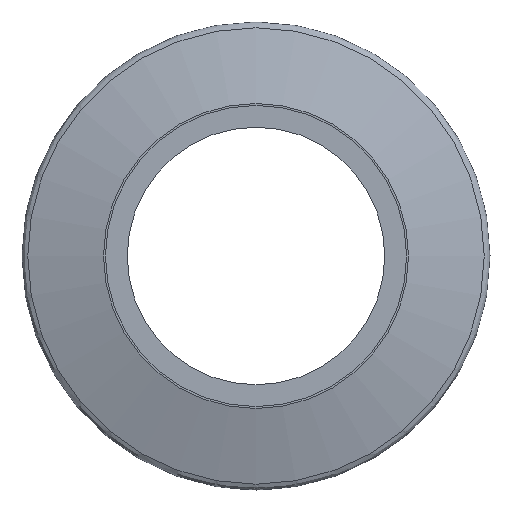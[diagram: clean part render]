
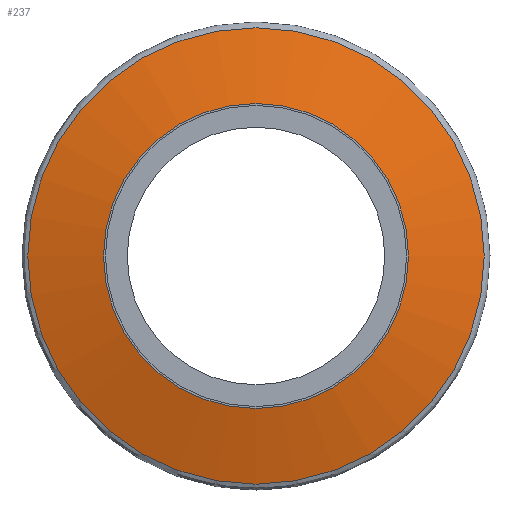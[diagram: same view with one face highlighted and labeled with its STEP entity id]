
A CAD part, front view. The second image highlights one B-rep face of the part: STEP entity #237.
In plain terms, the highlighted conical face has half-angle 75 degrees and reference radius 14.629 mm.
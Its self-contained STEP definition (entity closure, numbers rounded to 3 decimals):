
#15 = CARTESIAN_POINT ( 'NONE',  ( 0., 1.301, 0. ) ) ;
#28 = CARTESIAN_POINT ( 'NONE',  ( 0., 0., 0. ) ) ;
#38 = DIRECTION ( 'NONE',  ( 0., 1., 0. ) ) ;
#44 = CARTESIAN_POINT ( 'NONE',  ( 0., 1.301, -14.629 ) ) ;
#54 = AXIS2_PLACEMENT_3D ( 'NONE', #15, #131, #262 ) ;
#58 = CONICAL_SURFACE ( 'NONE', #312, 14.629, 1.309 ) ;
#74 = DIRECTION ( 'NONE',  ( 0., 1., 0. ) ) ;
#76 = CIRCLE ( 'NONE', #54, 14.629 ) ;
#78 = EDGE_CURVE ( 'NONE', #250, #250, #232, .T. ) ;
#85 = CARTESIAN_POINT ( 'NONE',  ( 0., 1.301, 0. ) ) ;
#112 = DIRECTION ( 'NONE',  ( 0., 0., 1. ) ) ;
#131 = DIRECTION ( 'NONE',  ( 0., 1., 0. ) ) ;
#136 = EDGE_CURVE ( 'NONE', #300, #300, #76, .T. ) ;
#138 = FACE_BOUND ( 'NONE', #293, .T. ) ;
#148 = EDGE_LOOP ( 'NONE', ( #283 ) ) ;
#188 = FACE_OUTER_BOUND ( 'NONE', #148, .T. ) ;
#200 = CARTESIAN_POINT ( 'NONE',  ( 0., 0., 9.775 ) ) ;
#227 = AXIS2_PLACEMENT_3D ( 'NONE', #28, #74, #251 ) ;
#232 = CIRCLE ( 'NONE', #227, 9.775 ) ;
#237 = ADVANCED_FACE ( 'NONE', ( #188, #138 ), #58, .T. ) ;
#250 = VERTEX_POINT ( 'NONE', #200 ) ;
#251 = DIRECTION ( 'NONE',  ( 0., 0., 1. ) ) ;
#262 = DIRECTION ( 'NONE',  ( 0., 0., -1. ) ) ;
#283 = ORIENTED_EDGE ( 'NONE', *, *, #136, .F. ) ;
#293 = EDGE_LOOP ( 'NONE', ( #308 ) ) ;
#300 = VERTEX_POINT ( 'NONE', #44 ) ;
#308 = ORIENTED_EDGE ( 'NONE', *, *, #78, .T. ) ;
#312 = AXIS2_PLACEMENT_3D ( 'NONE', #85, #38, #112 ) ;
